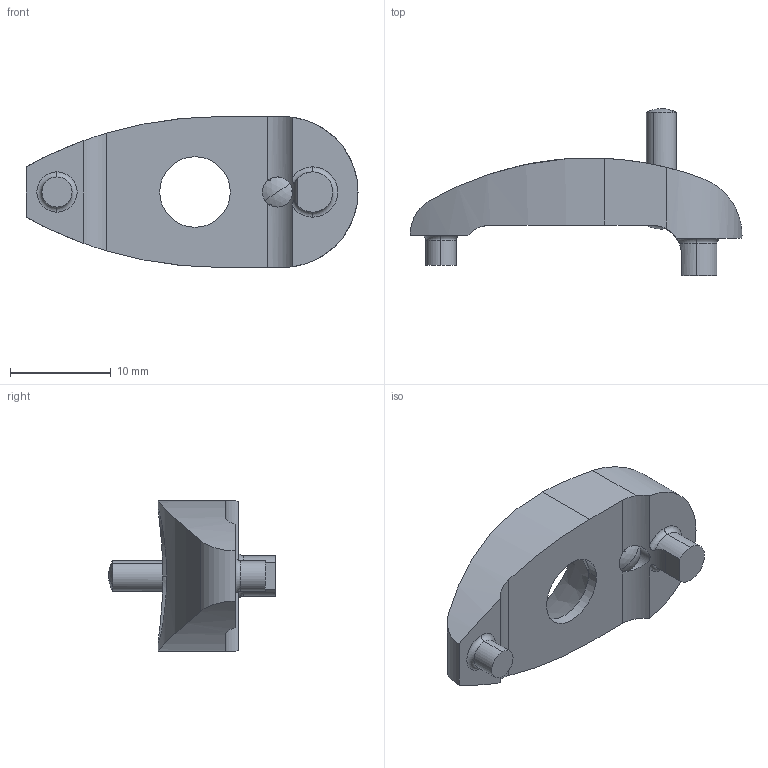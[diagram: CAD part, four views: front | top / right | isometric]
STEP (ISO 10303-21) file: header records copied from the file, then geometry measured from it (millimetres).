
FILE_DESCRIPTION (( 'STEP AP214' ), '1' );
FILE_NAME ('WCC.ER3.102.024.STEP', '2020-09-16T13:26:35', ( '' ), ( '' ), 'SwSTEP 2.0', 'SolidWorks 2017', '' );
FILE_SCHEMA (( 'AUTOMOTIVE_DESIGN' ));
Length unit declared in the file: millimetre
Products named in the file (3): ISO 8745-3x12; WCC-ER3.102.024_C; WCC.ER3.102.024
Assembly tree (2 placements, depth 2):
  WCC.ER3.102.024
    WCC-ER3.102.024_C
    ISO 8745-3x12
Bounding box: 33 x 16.6 x 15 mm (x, y, z)
Volume: 1990.1 mm3; surface area: 1536.8 mm2
Topology: 2 solids, 2 shells, 46 faces, 120 edges, 78 vertices
Faces by surface type: cylinder 20, plane 15, torus 5, sphere 4, cone 2
Entity records: 1836 total; most frequent: CARTESIAN_POINT 599, DIRECTION 249, ORIENTED_EDGE 240, EDGE_CURVE 120, AXIS2_PLACEMENT_3D 107, VERTEX_POINT 78, CIRCLE 56, EDGE_LOOP 50
